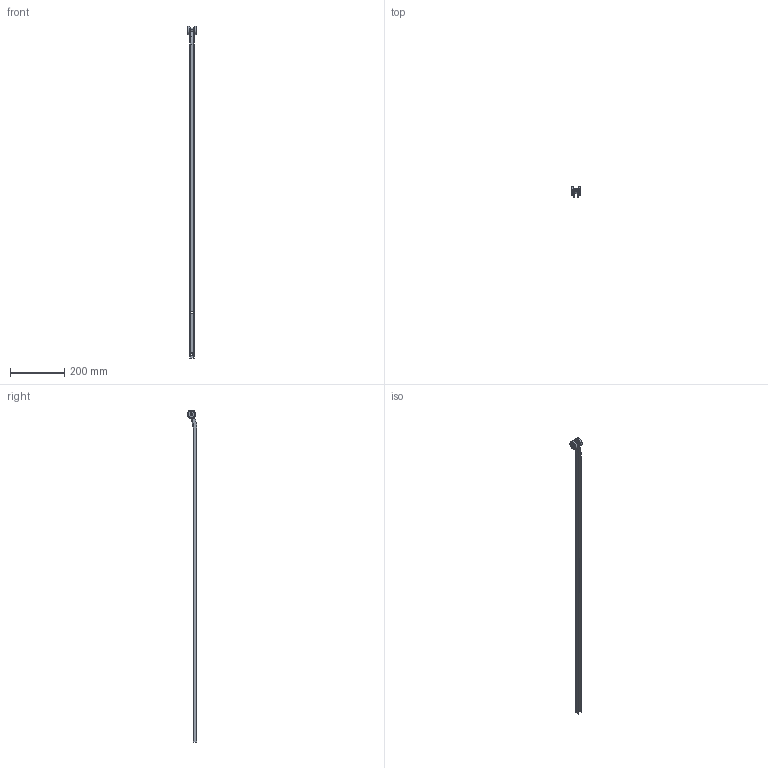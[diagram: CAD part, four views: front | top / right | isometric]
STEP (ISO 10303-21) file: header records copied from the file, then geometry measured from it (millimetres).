
FILE_DESCRIPTION((''),'2;1');
FILE_NAME('1-2500-50.stp','2013-09-17T11:48:34',('fredp'),(''),'Autodesk Inventor 2013','Autodesk Inventor 2013','');
FILE_SCHEMA(('AUTOMOTIVE_DESIGN { 1 0 10303 214 1 1 1 1 }'));
Length unit declared in the file: inch
Products named in the file (1): 1-2500-50
Bounding box: 35.71 x 35.76 x 1224.67 mm (x, y, z)
Surface area: 105399.4 mm2 (no closed solid volume)
Topology: 0 solids, 4 shells, 226 faces, 570 edges, 375 vertices
Faces by surface type: plane 146, bspline 36, cylinder 28, torus 9, cone 6, sphere 1
Full cylindrical faces by diameter (mm): 3.912 x1, 4.288 x1, 4.572 x1, 5.588 x1, 5.906 x4, 9.906 x2, 10.668 x4, 31.75 x2
Entity records: 7086 total; most frequent: CARTESIAN_POINT 1671, ORIENTED_EDGE 1080, DIRECTION 922, EDGE_CURVE 540, VECTOR 380, LINE 380, VERTEX_POINT 372, EDGE_LOOP 288
